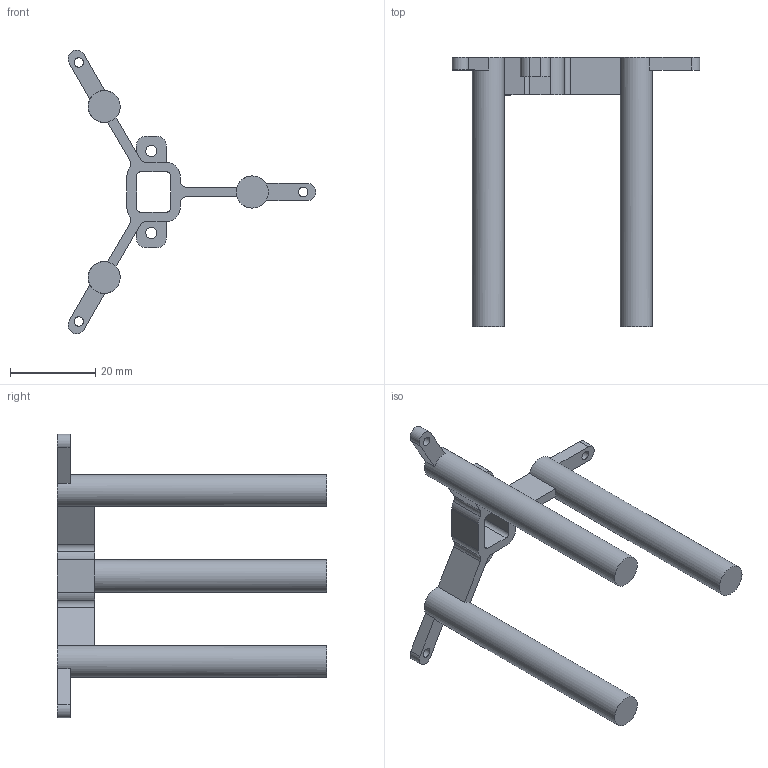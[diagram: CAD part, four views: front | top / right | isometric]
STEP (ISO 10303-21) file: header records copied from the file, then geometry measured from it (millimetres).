
FILE_DESCRIPTION(/* description */ (''),/* implementation_level */ '2;1');
FILE_NAME(/* name */ 'zzzz.stp',/* time_stamp */ '2024-05-17T09:52:59+07:00',/* author */ ('DELL'),/* organization */ (''),/* preprocessor_version */ 'ST-DEVELOPER v19',/* originating_system */ 'Autodesk Inventor 2023',/* authorisation */ '');
FILE_SCHEMA (('AUTOMOTIVE_DESIGN { 1 0 10303 214 3 1 1 }'));
Length unit declared in the file: millimetre
Products named in the file (1): Motor_support_re
Bounding box: 58 x 63 x 66.35 mm (x, y, z)
Volume: 9014 mm3; surface area: 8199.6 mm2
Topology: 1 solids, 1 shells, 72 faces, 199 edges, 132 vertices
Faces by surface type: plane 40, cylinder 32
Full cylindrical faces by diameter (mm): 2.2 x3, 2.625 x2, 5.25 x3, 7.5 x3
Entity records: 2390 total; most frequent: DIRECTION 421, CARTESIAN_POINT 404, ORIENTED_EDGE 398, EDGE_CURVE 199, AXIS2_PLACEMENT_3D 149, VERTEX_POINT 132, LINE 123, VECTOR 123
